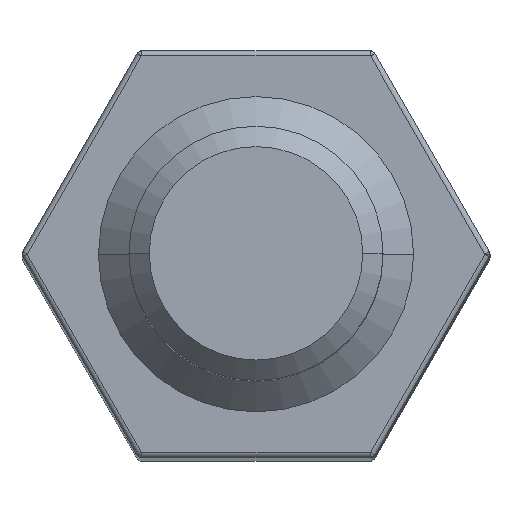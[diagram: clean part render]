
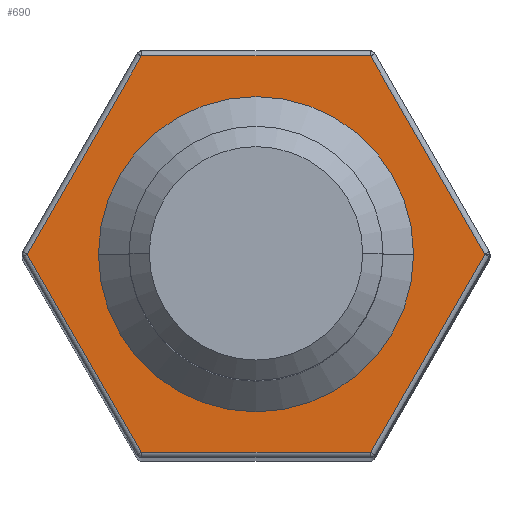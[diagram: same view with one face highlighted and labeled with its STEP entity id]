
A CAD part, top view. The second image highlights one B-rep face of the part: STEP entity #690.
In plain terms, the highlighted planar face has unit normal (0, 0, 1).
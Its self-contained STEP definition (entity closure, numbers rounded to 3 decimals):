
#7 = FACE_BOUND ( 'NONE', #1428, .T. ) ;
#8 = CARTESIAN_POINT ( 'NONE',  ( 2.223, 3.95, 0. ) ) ;
#108 = EDGE_CURVE ( 'NONE', #403, #344, #533, .T. ) ;
#133 = EDGE_CURVE ( 'NONE', #1219, #403, #455, .T. ) ;
#143 = EDGE_CURVE ( 'NONE', #895, #1219, #1259, .T. ) ;
#196 = DIRECTION ( 'NONE',  ( -1., 0., 0. ) ) ;
#197 = DIRECTION ( 'NONE',  ( 0., 0., -1. ) ) ;
#200 = CARTESIAN_POINT ( 'NONE',  ( 0., 0., 0. ) ) ;
#219 = EDGE_CURVE ( 'NONE', #1429, #447, #846, .T. ) ;
#266 = ORIENTED_EDGE ( 'NONE', *, *, #108, .T. ) ;
#270 = CARTESIAN_POINT ( 'NONE',  ( 0., 0., 0. ) ) ;
#284 = EDGE_LOOP ( 'NONE', ( #1311, #820, #1075, #266, #1136, #676 ) ) ;
#322 = DIRECTION ( 'NONE',  ( -0.5, -0.866, 0. ) ) ;
#344 = VERTEX_POINT ( 'NONE', #716 ) ;
#356 = AXIS2_PLACEMENT_3D ( 'NONE', #270, #1047, #393 ) ;
#392 = CIRCLE ( 'NONE', #356, 3.1 ) ;
#393 = DIRECTION ( 'NONE',  ( -1., 0., 0. ) ) ;
#403 = VERTEX_POINT ( 'NONE', #571 ) ;
#417 = VECTOR ( 'NONE', #322, 1000. ) ;
#447 = VERTEX_POINT ( 'NONE', #524 ) ;
#455 = LINE ( 'NONE', #1107, #417 ) ;
#457 = CARTESIAN_POINT ( 'NONE',  ( -4.619, -3.9, 0. ) ) ;
#524 = CARTESIAN_POINT ( 'NONE',  ( 4.503, 0., 0. ) ) ;
#533 = LINE ( 'NONE', #1139, #1288 ) ;
#552 = CARTESIAN_POINT ( 'NONE',  ( 3.1, 0., 0. ) ) ;
#571 = CARTESIAN_POINT ( 'NONE',  ( -4.503, 0., 0. ) ) ;
#585 = EDGE_CURVE ( 'NONE', #1217, #1100, #1258, .T. ) ;
#643 = VECTOR ( 'NONE', #1290, 1000. ) ;
#646 = PLANE ( 'NONE',  #1151 ) ;
#673 = EDGE_CURVE ( 'NONE', #1100, #1217, #392, .T. ) ;
#676 = ORIENTED_EDGE ( 'NONE', *, *, #219, .T. ) ;
#690 = ADVANCED_FACE ( 'NONE', ( #1238, #7 ), #646, .F. ) ;
#693 = EDGE_CURVE ( 'NONE', #447, #895, #948, .T. ) ;
#716 = CARTESIAN_POINT ( 'NONE',  ( -2.252, -3.9, 0. ) ) ;
#758 = DIRECTION ( 'NONE',  ( -1., 0., 0. ) ) ;
#820 = ORIENTED_EDGE ( 'NONE', *, *, #143, .T. ) ;
#846 = LINE ( 'NONE', #964, #1338 ) ;
#895 = VERTEX_POINT ( 'NONE', #959 ) ;
#897 = CARTESIAN_POINT ( 'NONE',  ( -3.1, 0., 0. ) ) ;
#938 = DIRECTION ( 'NONE',  ( 0.5, 0.866, 0. ) ) ;
#947 = DIRECTION ( 'NONE',  ( 0., 0., -1. ) ) ;
#948 = LINE ( 'NONE', #8, #1211 ) ;
#959 = CARTESIAN_POINT ( 'NONE',  ( 2.252, 3.9, 0. ) ) ;
#961 = VECTOR ( 'NONE', #1093, 1000. ) ;
#964 = CARTESIAN_POINT ( 'NONE',  ( 2.223, -3.95, 0. ) ) ;
#1047 = DIRECTION ( 'NONE',  ( 0., 0., -1. ) ) ;
#1075 = ORIENTED_EDGE ( 'NONE', *, *, #133, .T. ) ;
#1086 = CARTESIAN_POINT ( 'NONE',  ( -4.619, 3.9, 0. ) ) ;
#1093 = DIRECTION ( 'NONE',  ( -1., 0., 0. ) ) ;
#1094 = CARTESIAN_POINT ( 'NONE',  ( -2.252, 3.9, 0. ) ) ;
#1100 = VERTEX_POINT ( 'NONE', #552 ) ;
#1107 = CARTESIAN_POINT ( 'NONE',  ( -4.532, -0.05, 0. ) ) ;
#1136 = ORIENTED_EDGE ( 'NONE', *, *, #1244, .T. ) ;
#1139 = CARTESIAN_POINT ( 'NONE',  ( -4.532, 0.05, 0. ) ) ;
#1141 = CARTESIAN_POINT ( 'NONE',  ( -4.619, 0., 0. ) ) ;
#1151 = AXIS2_PLACEMENT_3D ( 'NONE', #1141, #947, #758 ) ;
#1174 = LINE ( 'NONE', #457, #643 ) ;
#1199 = ORIENTED_EDGE ( 'NONE', *, *, #585, .T. ) ;
#1211 = VECTOR ( 'NONE', #1345, 1000. ) ;
#1217 = VERTEX_POINT ( 'NONE', #897 ) ;
#1219 = VERTEX_POINT ( 'NONE', #1094 ) ;
#1231 = ORIENTED_EDGE ( 'NONE', *, *, #673, .T. ) ;
#1238 = FACE_OUTER_BOUND ( 'NONE', #284, .T. ) ;
#1244 = EDGE_CURVE ( 'NONE', #344, #1429, #1174, .T. ) ;
#1258 = CIRCLE ( 'NONE', #1376, 3.1 ) ;
#1259 = LINE ( 'NONE', #1086, #961 ) ;
#1288 = VECTOR ( 'NONE', #1375, 1000. ) ;
#1290 = DIRECTION ( 'NONE',  ( 1., 0., 0. ) ) ;
#1311 = ORIENTED_EDGE ( 'NONE', *, *, #693, .T. ) ;
#1316 = CARTESIAN_POINT ( 'NONE',  ( 2.252, -3.9, 0. ) ) ;
#1338 = VECTOR ( 'NONE', #938, 1000. ) ;
#1345 = DIRECTION ( 'NONE',  ( -0.5, 0.866, 0. ) ) ;
#1375 = DIRECTION ( 'NONE',  ( 0.5, -0.866, 0. ) ) ;
#1376 = AXIS2_PLACEMENT_3D ( 'NONE', #200, #197, #196 ) ;
#1428 = EDGE_LOOP ( 'NONE', ( #1199, #1231 ) ) ;
#1429 = VERTEX_POINT ( 'NONE', #1316 ) ;
